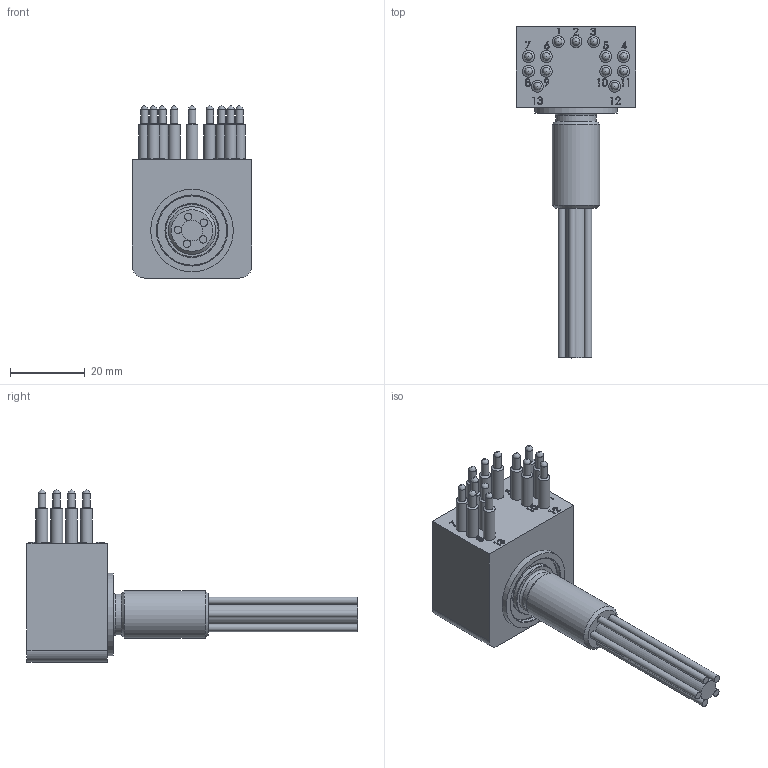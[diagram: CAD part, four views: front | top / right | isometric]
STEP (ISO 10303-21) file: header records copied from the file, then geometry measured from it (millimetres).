
FILE_DESCRIPTION(/* description */ (''),/* implementation_level */ '2;1');
FILE_NAME(/* name */ 'DLPBH 13M.stp',/* time_stamp */ '2022-03-21T09:19:17+01:00',/* author */ ('sh'),/* organization */ (''),/* preprocessor_version */ 'ST-DEVELOPER v17.2',/* originating_system */ 'Autodesk Inventor 2019',/* authorisation */ '');
FILE_SCHEMA (('AUTOMOTIVE_DESIGN { 1 0 10303 214 3 1 1 }'));
Length unit declared in the file: millimetre
Products named in the file (1): 01220073
Bounding box: 31.85 x 88.68 x 45.99 mm (x, y, z)
Volume: 27915 mm3; surface area: 9489.4 mm2
Topology: 1 solids, 1 shells, 465 faces, 1224 edges, 837 vertices
Faces by surface type: plane 222, bspline 171, cylinder 52, cone 15, torus 5
Full cylindrical faces by diameter (mm): 1.981 x5, 1.986 x13, 2.007 x13, 3.175 x13, 5.588 x1, 10.922 x1, 12.7 x1, 14.224 x1, 18.745 x1, 22.098 x1
Entity records: 24039 total; most frequent: CARTESIAN_POINT 12755, ORIENTED_EDGE 2448, DIRECTION 1749, EDGE_CURVE 1224, VERTEX_POINT 837, LINE 657, VECTOR 657, AXIS2_PLACEMENT_3D 546
